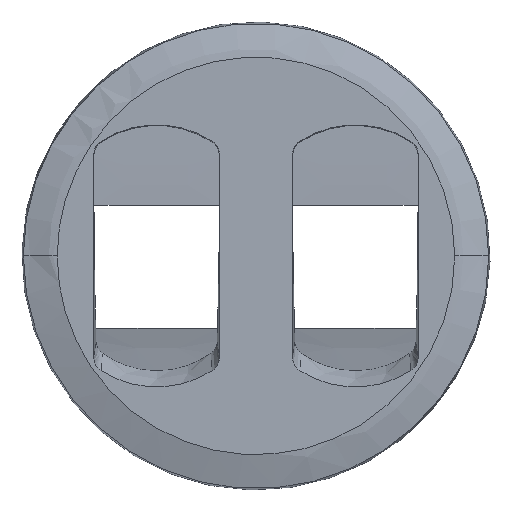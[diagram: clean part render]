
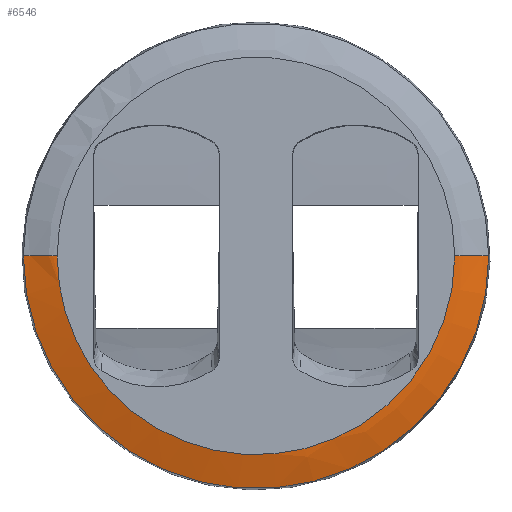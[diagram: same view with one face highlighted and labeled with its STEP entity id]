
A CAD part, top view. The second image highlights one B-rep face of the part: STEP entity #6546.
In plain terms, the highlighted face is a revolution surface.
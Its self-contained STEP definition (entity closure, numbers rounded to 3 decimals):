
#4571=AXIS2_PLACEMENT_3D('Circle Axis2P3D',#4569,#4570,$) ;
#6208=AXIS2_PLACEMENT_3D('Circle Axis2P3D',#6206,#6207,$) ;
#3472=CARTESIAN_POINT('Vertex',(22.5,0.,9.9)) ;
#3474=CARTESIAN_POINT('Vertex',(-22.5,0.,9.9)) ;
#3478=CARTESIAN_POINT('Control Point',(22.5,0.,9.9)) ;
#3479=CARTESIAN_POINT('Control Point',(22.5,-2.416,9.9)) ;
#3480=CARTESIAN_POINT('Control Point',(22.176,-4.832,9.9)) ;
#3481=CARTESIAN_POINT('Control Point',(21.527,-7.19,9.9)) ;
#3482=CARTESIAN_POINT('Control Point',(19.71,-11.447,9.9)) ;
#3483=CARTESIAN_POINT('Control Point',(16.888,-15.106,9.9)) ;
#3484=CARTESIAN_POINT('Control Point',(15.349,-16.667,9.9)) ;
#3485=CARTESIAN_POINT('Control Point',(11.924,-19.388,9.9)) ;
#3486=CARTESIAN_POINT('Control Point',(7.951,-21.217,9.9)) ;
#3487=CARTESIAN_POINT('Control Point',(5.863,-21.886,9.9)) ;
#3488=CARTESIAN_POINT('Control Point',(1.567,-22.708,9.9)) ;
#3489=CARTESIAN_POINT('Control Point',(-2.801,-22.484,9.9)) ;
#3490=CARTESIAN_POINT('Control Point',(-4.961,-22.108,9.9)) ;
#3491=CARTESIAN_POINT('Control Point',(-9.147,-20.843,9.9)) ;
#3492=CARTESIAN_POINT('Control Point',(-12.913,-18.619,9.9)) ;
#3493=CARTESIAN_POINT('Control Point',(-14.652,-17.283,9.9)) ;
#3494=CARTESIAN_POINT('Control Point',(-17.774,-14.22,9.9)) ;
#3495=CARTESIAN_POINT('Control Point',(-20.077,-10.502,9.9)) ;
#3496=CARTESIAN_POINT('Control Point',(-20.999,-8.512,9.9)) ;
#3497=CARTESIAN_POINT('Control Point',(-21.938,-5.601,9.9)) ;
#3498=CARTESIAN_POINT('Control Point',(-22.375,-2.593,9.9)) ;
#3499=CARTESIAN_POINT('Control Point',(-22.458,-1.73,9.9)) ;
#3500=CARTESIAN_POINT('Control Point',(-22.5,-0.865,9.9)) ;
#3501=CARTESIAN_POINT('Control Point',(-22.5,0.,9.9)) ;
#3843=CARTESIAN_POINT('Control Point',(26.342,0.,8.914)) ;
#3844=CARTESIAN_POINT('Control Point',(25.555,0.,8.999)) ;
#3845=CARTESIAN_POINT('Control Point',(24.795,0.,9.266)) ;
#3846=CARTESIAN_POINT('Control Point',(24.058,0.,9.689)) ;
#3847=CARTESIAN_POINT('Control Point',(23.293,0.,9.9)) ;
#3848=CARTESIAN_POINT('Control Point',(22.5,0.,9.9)) ;
#3849=CARTESIAN_POINT('Vertex',(26.342,0.,8.914)) ;
#3853=CARTESIAN_POINT('Control Point',(-26.342,0.,8.914)) ;
#3854=CARTESIAN_POINT('Control Point',(-25.555,0.,8.999)) ;
#3855=CARTESIAN_POINT('Control Point',(-24.795,0.,9.266)) ;
#3856=CARTESIAN_POINT('Control Point',(-24.058,0.,9.689)) ;
#3857=CARTESIAN_POINT('Control Point',(-23.293,0.,9.9)) ;
#3858=CARTESIAN_POINT('Control Point',(-22.5,0.,9.9)) ;
#3859=CARTESIAN_POINT('Vertex',(-26.342,0.,8.914)) ;
#4569=CARTESIAN_POINT('Axis2P3D Location',(0.,0.,8.914)) ;
#4573=CARTESIAN_POINT('Vertex',(-23.117,-12.629,8.914)) ;
#6206=CARTESIAN_POINT('Axis2P3D Location',(0.,0.,8.914)) ;
#6529=CARTESIAN_POINT('Control Point',(26.342,0.,8.914)) ;
#6530=CARTESIAN_POINT('Control Point',(25.555,0.,8.999)) ;
#6531=CARTESIAN_POINT('Control Point',(24.795,0.,9.266)) ;
#6532=CARTESIAN_POINT('Control Point',(24.058,0.,9.689)) ;
#6533=CARTESIAN_POINT('Control Point',(23.293,0.,9.9)) ;
#6534=CARTESIAN_POINT('Control Point',(22.5,0.,9.9)) ;
#6535=CARTESIAN_POINT('Axis1P Location',(0.,0.,50000.4)) ;
#4570=DIRECTION('Axis2P3D Direction',(0.,0.,-1.)) ;
#6207=DIRECTION('Axis2P3D Direction',(0.,0.,-1.)) ;
#6536=DIRECTION('Axis1P Direction',(0.,0.,-1.)) ;
#6537=AXIS1_PLACEMENT('Revolution Surface Axis1P',#6535,#6536) ;
#6540=ORIENTED_EDGE('',*,*,#6210,.T.) ;
#6541=ORIENTED_EDGE('',*,*,#4575,.T.) ;
#6542=ORIENTED_EDGE('',*,*,#3861,.T.) ;
#6543=ORIENTED_EDGE('',*,*,#3502,.F.) ;
#6544=ORIENTED_EDGE('',*,*,#3851,.F.) ;
#6546=ADVANCED_FACE('Extraction.1',(#6545),#6538,.T.) ;
#3477=B_SPLINE_CURVE_WITH_KNOTS('',5,(#3478,#3479,#3480,#3481,#3482,#3483,#3484,#3485,#3486,#3487,#3488,#3489,#3490,#3491,#3492,#3493,#3494,#3495,#3496,#3497,#3498,#3499,#3500,#3501),.UNSPECIFIED.,.F.,.U.,(6,3,3,3,3,3,3,6),(0.,17.86,33.91,49.96,66.008,82.057,98.107,104.503),.UNSPECIFIED.) ;
#3842=B_SPLINE_CURVE_WITH_KNOTS('',5,(#3843,#3844,#3845,#3846,#3847,#3848),.UNSPECIFIED.,.F.,.U.,(6,6),(0.159,4.123),.UNSPECIFIED.) ;
#3852=B_SPLINE_CURVE_WITH_KNOTS('',5,(#3853,#3854,#3855,#3856,#3857,#3858),.UNSPECIFIED.,.F.,.U.,(6,6),(0.159,4.123),.UNSPECIFIED.) ;
#6528=B_SPLINE_CURVE_WITH_KNOTS('',5,(#6529,#6530,#6531,#6532,#6533,#6534),.UNSPECIFIED.,.F.,.U.,(6,6),(0.159,4.123),.UNSPECIFIED.) ;
#4572=CIRCLE('generated circle',#4571,26.342) ;
#6209=CIRCLE('generated circle',#6208,26.342) ;
#3502=EDGE_CURVE('',#3473,#3475,#3477,.T.) ;
#3851=EDGE_CURVE('',#3850,#3473,#3842,.T.) ;
#3861=EDGE_CURVE('',#3860,#3475,#3852,.T.) ;
#4575=EDGE_CURVE('',#4574,#3860,#4572,.T.) ;
#6210=EDGE_CURVE('',#3850,#4574,#6209,.T.) ;
#6539=EDGE_LOOP('',(#6540,#6541,#6542,#6543,#6544)) ;
#6545=FACE_OUTER_BOUND('',#6539,.T.) ;
#6538=SURFACE_OF_REVOLUTION('Surface of Revolution',#6528,#6537) ;
#3473=VERTEX_POINT('',#3472) ;
#3475=VERTEX_POINT('',#3474) ;
#3850=VERTEX_POINT('',#3849) ;
#3860=VERTEX_POINT('',#3859) ;
#4574=VERTEX_POINT('',#4573) ;
